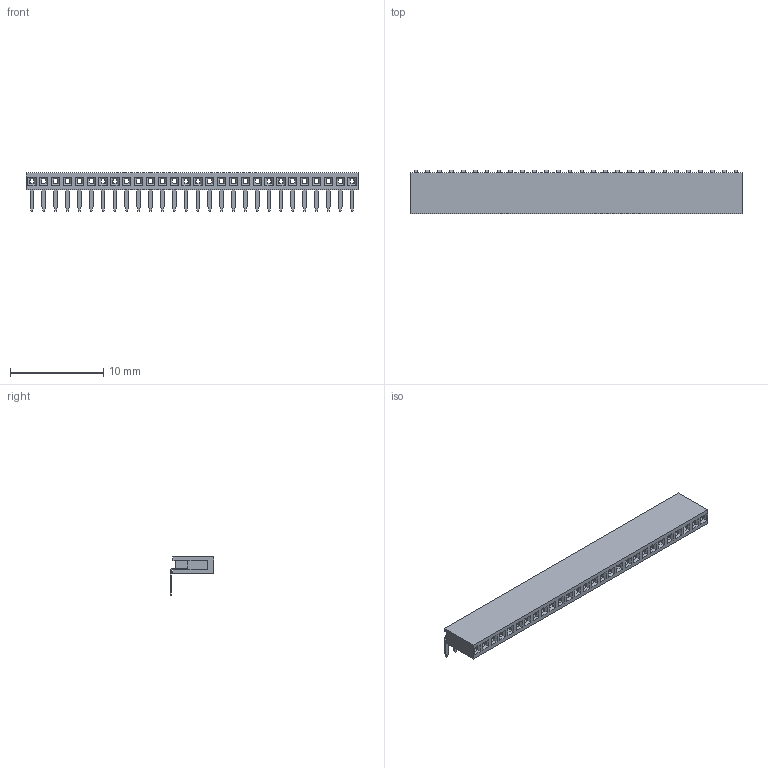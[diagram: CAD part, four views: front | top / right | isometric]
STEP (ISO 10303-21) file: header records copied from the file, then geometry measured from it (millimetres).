
FILE_DESCRIPTION(('STEP AP214'), '1');
FILE_NAME('PBS1.27-R', '', ('UNSPECIFIED'), ('UNSPECIFIED'), 'ASCON STEP Converter 1.6', 'ASCON Math Kernel', '');
FILE_SCHEMA(('AUTOMOTIVE_DESIGN { 1 0 10303 214 3 1 1}'));
Length unit declared in the file: millimetre
Bounding box: 35.56 x 4.7 x 4.1 mm (x, y, z)
Volume: 202.4 mm3; surface area: 1422.7 mm2
Topology: 29 solids, 29 shells, 1662 faces, 4476 edges, 2872 vertices
Faces by surface type: plane 1410, cylinder 252
Entity records: 64612 total; most frequent: CARTESIAN_POINT 9011, ORIENTED_EDGE 8952, DIRECTION 8306, EDGE_CURVE 4476, LINE 3972, VECTOR 3972, VERTEX_POINT 2872, AXIS2_PLACEMENT_3D 2167
